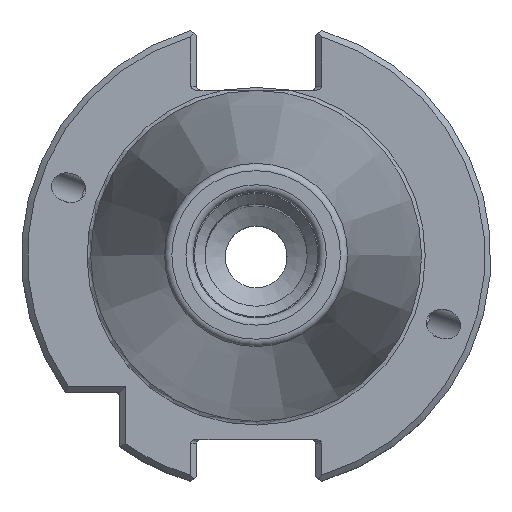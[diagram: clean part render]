
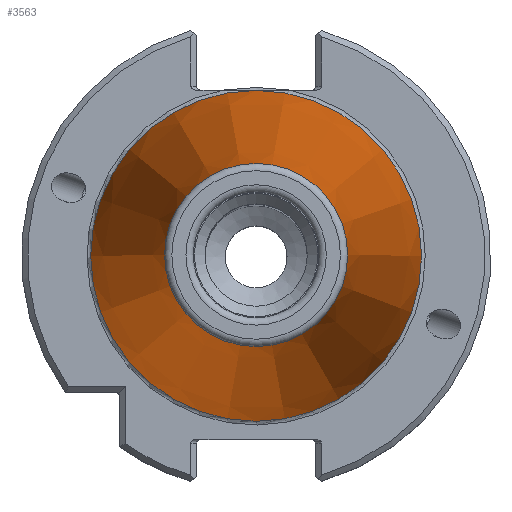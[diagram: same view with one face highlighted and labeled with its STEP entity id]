
A CAD part, top view. The second image highlights one B-rep face of the part: STEP entity #3563.
In plain terms, the highlighted conical face has half-angle 8.297 degrees and reference radius 22.395 mm.
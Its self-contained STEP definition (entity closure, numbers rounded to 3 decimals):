
#310=CONICAL_SURFACE('',#3786,22.395,0.145);
#427=CIRCLE('',#3777,12.397);
#432=CIRCLE('',#3787,22.395);
#617=ORIENTED_EDGE('',*,*,#1222,.F.);
#618=ORIENTED_EDGE('',*,*,#1243,.T.);
#1222=EDGE_CURVE('',#1560,#1560,#427,.T.);
#1243=EDGE_CURVE('',#1579,#1579,#432,.T.);
#1560=VERTEX_POINT('',#4887);
#1579=VERTEX_POINT('',#4978);
#1943=EDGE_LOOP('',(#617));
#1944=EDGE_LOOP('',(#618));
#2183=FACE_BOUND('',#1943,.T.);
#2184=FACE_BOUND('',#1944,.T.);
#3563=ADVANCED_FACE('',(#2183,#2184),#310,.T.);
#3777=AXIS2_PLACEMENT_3D('',#4886,#4183,#4184);
#3786=AXIS2_PLACEMENT_3D('',#4976,#4205,#4206);
#3787=AXIS2_PLACEMENT_3D('',#4977,#4207,#4208);
#4183=DIRECTION('',(0.,0.,1.));
#4184=DIRECTION('',(1.,0.,0.));
#4205=DIRECTION('',(0.,0.,-1.));
#4206=DIRECTION('',(-1.,0.,0.));
#4207=DIRECTION('',(0.,0.,1.));
#4208=DIRECTION('',(1.,0.,0.));
#4886=CARTESIAN_POINT('',(0.,0.,67.394));
#4887=CARTESIAN_POINT('',(12.397,0.,67.394));
#4976=CARTESIAN_POINT('',(0.,0.,-1.163));
#4977=CARTESIAN_POINT('',(0.,0.,-1.163));
#4978=CARTESIAN_POINT('',(22.395,0.,-1.163));
